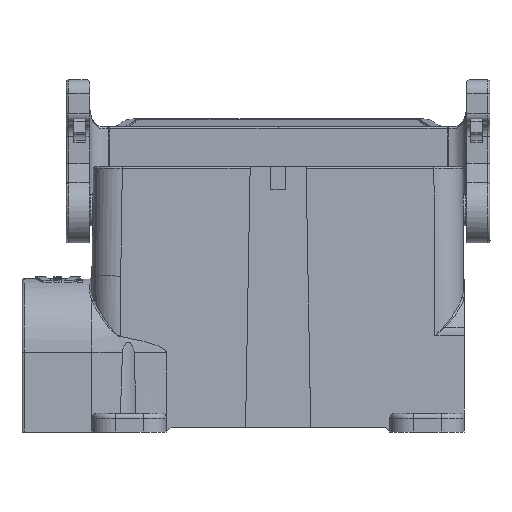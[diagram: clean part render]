
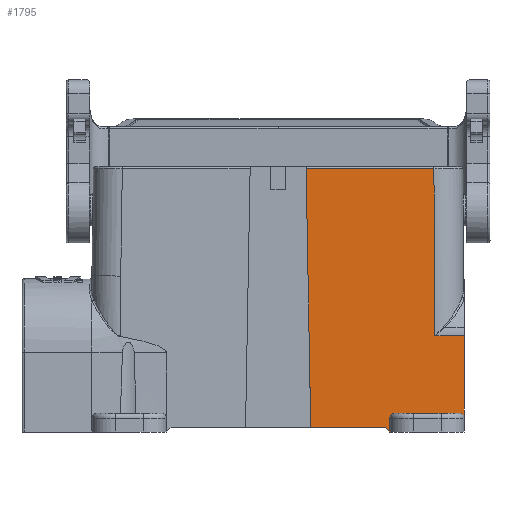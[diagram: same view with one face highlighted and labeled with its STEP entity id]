
A CAD part, front view. The second image highlights one B-rep face of the part: STEP entity #1795.
In plain terms, the highlighted planar face has unit normal (0, -1, 0.007).
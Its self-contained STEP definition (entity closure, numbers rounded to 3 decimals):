
#1795=ADVANCED_FACE('',(#2571),#2338,.T.);
#2338=PLANE('',#10469);
#2571=FACE_OUTER_BOUND('',#3103,.T.);
#3103=EDGE_LOOP('',(#5237,#5238,#5239,#5240,#5241,#5242,#5243,#5244,#5245,
#5246,#5247));
#3807=LINE('',#14415,#4402);
#3860=LINE('',#14770,#4455);
#3861=LINE('',#14773,#4456);
#3862=LINE('',#14775,#4457);
#3863=LINE('',#14777,#4458);
#3864=LINE('',#14779,#4459);
#3865=LINE('',#14781,#4460);
#3866=LINE('',#14783,#4461);
#3867=LINE('',#14786,#4462);
#4402=VECTOR('',#11421,1.);
#4455=VECTOR('',#11564,1.);
#4456=VECTOR('',#11565,1.);
#4457=VECTOR('',#11566,1.);
#4458=VECTOR('',#11567,1.);
#4459=VECTOR('',#11568,1.);
#4460=VECTOR('',#11569,1.);
#4461=VECTOR('',#11570,1.);
#4462=VECTOR('',#11573,1.);
#5237=ORIENTED_EDGE('',*,*,#8785,.F.);
#5238=ORIENTED_EDGE('',*,*,#8786,.T.);
#5239=ORIENTED_EDGE('',*,*,#8787,.T.);
#5240=ORIENTED_EDGE('',*,*,#8788,.T.);
#5241=ORIENTED_EDGE('',*,*,#8789,.F.);
#5242=ORIENTED_EDGE('',*,*,#8790,.T.);
#5243=ORIENTED_EDGE('',*,*,#8791,.T.);
#5244=ORIENTED_EDGE('',*,*,#8680,.F.);
#5245=ORIENTED_EDGE('',*,*,#8792,.T.);
#5246=ORIENTED_EDGE('',*,*,#8793,.T.);
#5247=ORIENTED_EDGE('',*,*,#8794,.T.);
#7787=VERTEX_POINT('',#14414);
#7788=VERTEX_POINT('',#14416);
#7879=VERTEX_POINT('',#14771);
#7880=VERTEX_POINT('',#14772);
#7881=VERTEX_POINT('',#14774);
#7882=VERTEX_POINT('',#14776);
#7883=VERTEX_POINT('',#14778);
#7884=VERTEX_POINT('',#14780);
#7885=VERTEX_POINT('',#14782);
#7886=VERTEX_POINT('',#14785);
#7887=VERTEX_POINT('',#14787);
#8680=EDGE_CURVE('',#7787,#7788,#3807,.T.);
#8785=EDGE_CURVE('',#7879,#7880,#3860,.T.);
#8786=EDGE_CURVE('',#7879,#7881,#3861,.T.);
#8787=EDGE_CURVE('',#7881,#7882,#3862,.T.);
#8788=EDGE_CURVE('',#7882,#7883,#3863,.T.);
#8789=EDGE_CURVE('',#7884,#7883,#3864,.T.);
#8790=EDGE_CURVE('',#7884,#7885,#3865,.T.);
#8791=EDGE_CURVE('',#7885,#7788,#3866,.T.);
#8792=EDGE_CURVE('',#7787,#7886,#9850,.T.);
#8793=EDGE_CURVE('',#7886,#7887,#3867,.T.);
#8794=EDGE_CURVE('',#7887,#7880,#9851,.T.);
#9850=ELLIPSE('',#10467,1.,1.);
#9851=ELLIPSE('',#10468,1.,1.);
#10467=AXIS2_PLACEMENT_3D('',#14784,#11571,#11572);
#10468=AXIS2_PLACEMENT_3D('',#14788,#11574,#11575);
#10469=AXIS2_PLACEMENT_3D('',#14789,#11576,#11577);
#11421=DIRECTION('',(0.,-0.007,-1.));
#11564=DIRECTION('',(0.,-0.007,-1.));
#11565=DIRECTION('',(-1.,0.,0.));
#11566=DIRECTION('',(-0.006,0.007,1.));
#11567=DIRECTION('',(-1.,0.,0.));
#11568=DIRECTION('',(-0.018,0.007,1.));
#11569=DIRECTION('',(1.,0.,0.));
#11570=DIRECTION('',(0.707,-0.005,-0.707));
#11571=DIRECTION('',(0.,1.,-0.007));
#11572=DIRECTION('',(0.,0.007,1.));
#11573=DIRECTION('',(1.,0.,0.));
#11574=DIRECTION('',(0.,1.,-0.007));
#11575=DIRECTION('',(0.,0.007,1.));
#11576=DIRECTION('',(0.,-1.,0.007));
#11577=DIRECTION('',(0.,-0.007,-1.));
#14414=CARTESIAN_POINT('',(24.,-15.454,-44.85));
#14415=CARTESIAN_POINT('',(24.,-15.475,-47.85));
#14416=CARTESIAN_POINT('',(24.,-15.475,-47.85));
#14770=CARTESIAN_POINT('',(40.,-15.324,-26.349));
#14771=CARTESIAN_POINT('',(40.,-15.33,-27.134));
#14772=CARTESIAN_POINT('',(40.,-15.454,-44.85));
#14773=CARTESIAN_POINT('',(40.,-15.33,-27.134));
#14774=CARTESIAN_POINT('',(33.673,-15.33,-27.134));
#14775=CARTESIAN_POINT('',(33.45,-15.075,9.112));
#14776=CARTESIAN_POINT('',(33.453,-15.078,8.654));
#14777=CARTESIAN_POINT('',(6.,-15.078,8.654));
#14778=CARTESIAN_POINT('',(6.009,-15.078,8.654));
#14779=CARTESIAN_POINT('',(7.028,-15.479,-48.439));
#14780=CARTESIAN_POINT('',(7.,-15.468,-46.85));
#14781=CARTESIAN_POINT('',(40.,-15.468,-46.85));
#14782=CARTESIAN_POINT('',(23.,-15.468,-46.85));
#14783=CARTESIAN_POINT('',(22.907,-15.467,-46.757));
#14784=CARTESIAN_POINT('',(25.,-15.454,-44.85));
#14785=CARTESIAN_POINT('',(24.473,-15.448,-44.));
#14786=CARTESIAN_POINT('',(40.,-15.448,-44.));
#14787=CARTESIAN_POINT('',(39.527,-15.448,-44.));
#14788=CARTESIAN_POINT('',(39.,-15.454,-44.85));
#14789=CARTESIAN_POINT('',(40.,-15.475,-47.85));
